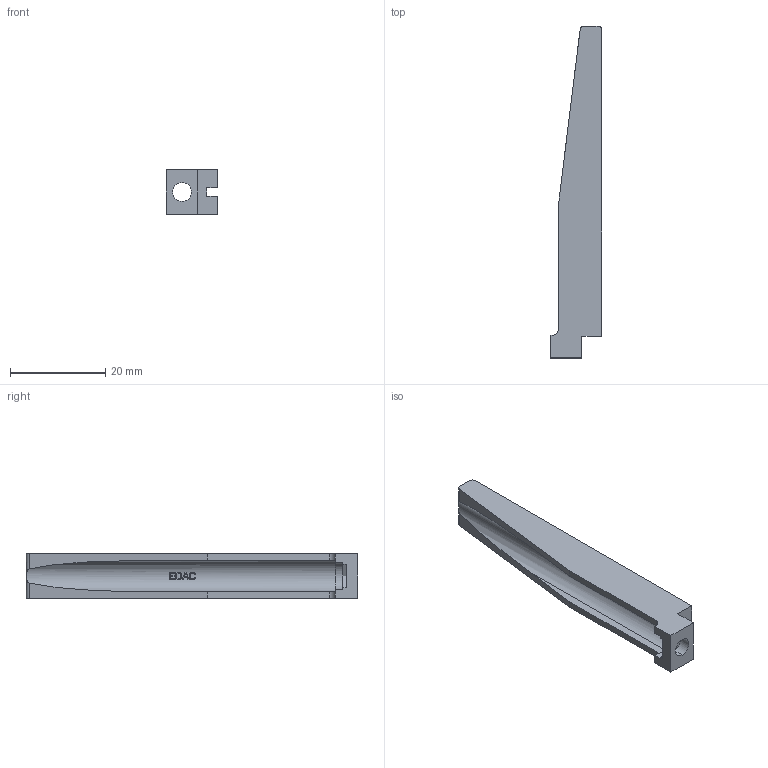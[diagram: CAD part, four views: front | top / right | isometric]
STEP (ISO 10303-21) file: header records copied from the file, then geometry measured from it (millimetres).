
FILE_DESCRIPTION (( 'STEP AP214' ), '1' );
FILE_NAME ('346-220-078.STEP', '2020-08-18T20:20:11', ( '' ), ( '' ), 'SwSTEP 2.0', 'SolidWorks 2020', '' );
FILE_SCHEMA (( 'AUTOMOTIVE_DESIGN' ));
Length unit declared in the file: inch
Products named in the file (1): 346-220-078
Bounding box: 10.79 x 69.85 x 9.4 mm (x, y, z)
Volume: 3420 mm3; surface area: 3199.8 mm2
Topology: 1 solids, 1 shells, 94 faces, 254 edges, 168 vertices
Faces by surface type: plane 62, bspline 18, cylinder 14
Entity records: 3892 total; most frequent: CARTESIAN_POINT 1613, ORIENTED_EDGE 508, DIRECTION 380, EDGE_CURVE 254, LINE 180, VECTOR 180, VERTEX_POINT 168, EDGE_LOOP 102
